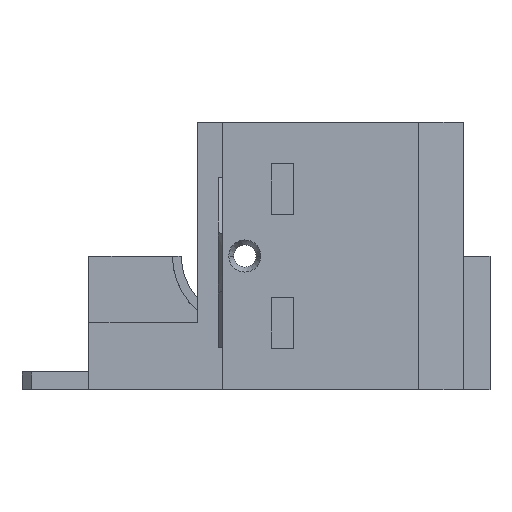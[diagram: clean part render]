
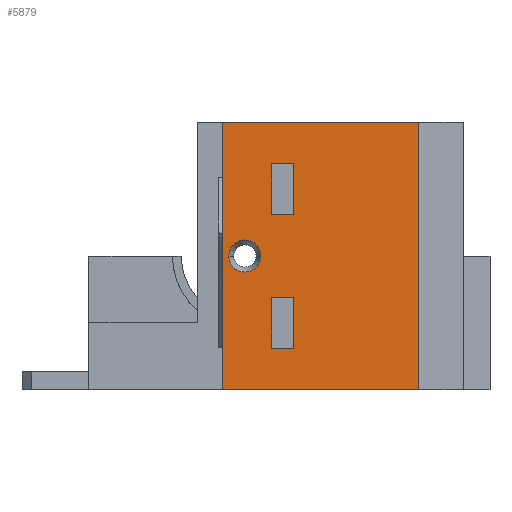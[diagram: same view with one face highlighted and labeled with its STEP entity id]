
A CAD part, front view. The second image highlights one B-rep face of the part: STEP entity #5879.
In plain terms, the highlighted planar face has unit normal (0, -1, 0).
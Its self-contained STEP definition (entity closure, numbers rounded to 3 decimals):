
#10 = VECTOR ( 'NONE', #701, 1000. ) ;
#38 = VERTEX_POINT ( 'NONE', #3451 ) ;
#64 = LINE ( 'NONE', #6867, #3531 ) ;
#111 = EDGE_CURVE ( 'NONE', #685, #2123, #3322, .T. ) ;
#122 = EDGE_CURVE ( 'NONE', #1750, #7451, #507, .T. ) ;
#165 = DIRECTION ( 'NONE',  ( -1., 0., 0. ) ) ;
#181 = CARTESIAN_POINT ( 'NONE',  ( 15., -42., -0.5 ) ) ;
#483 = FACE_OUTER_BOUND ( 'NONE', #8400, .T. ) ;
#507 = CIRCLE ( 'NONE', #776, 1.8 ) ;
#548 = ORIENTED_EDGE ( 'NONE', *, *, #1174, .F. ) ;
#626 = CARTESIAN_POINT ( 'NONE',  ( 20.5, -42., 10.35 ) ) ;
#685 = VERTEX_POINT ( 'NONE', #6922 ) ;
#701 = DIRECTION ( 'NONE',  ( 0., 0., -1. ) ) ;
#711 = ORIENTED_EDGE ( 'NONE', *, *, #7675, .F. ) ;
#776 = AXIS2_PLACEMENT_3D ( 'NONE', #862, #4969, #165 ) ;
#862 = CARTESIAN_POINT ( 'NONE',  ( 17.5, -42., 15. ) ) ;
#879 = DIRECTION ( 'NONE',  ( 0., 0., -1. ) ) ;
#936 = CARTESIAN_POINT ( 'NONE',  ( 32.5, -42., 4.65 ) ) ;
#1007 = EDGE_CURVE ( 'NONE', #4990, #4159, #8199, .T. ) ;
#1085 = EDGE_LOOP ( 'NONE', ( #711, #7459, #5971, #548 ) ) ;
#1128 = ORIENTED_EDGE ( 'NONE', *, *, #8376, .F. ) ;
#1148 = CARTESIAN_POINT ( 'NONE',  ( 42., -42., 0. ) ) ;
#1174 = EDGE_CURVE ( 'NONE', #2193, #2529, #3681, .T. ) ;
#1264 = DIRECTION ( 'NONE',  ( -1., 0., 0. ) ) ;
#1366 = CARTESIAN_POINT ( 'NONE',  ( 23., -42., 4.65 ) ) ;
#1388 = CARTESIAN_POINT ( 'NONE',  ( 20.5, -42., 9.825 ) ) ;
#1479 = DIRECTION ( 'NONE',  ( 0., 0., -1. ) ) ;
#1525 = EDGE_CURVE ( 'NONE', #2123, #3254, #2699, .T. ) ;
#1628 = AXIS2_PLACEMENT_3D ( 'NONE', #7951, #3854, #8638 ) ;
#1746 = EDGE_LOOP ( 'NONE', ( #6651, #3400 ) ) ;
#1750 = VERTEX_POINT ( 'NONE', #2950 ) ;
#1834 = DIRECTION ( 'NONE',  ( 0., 1., 0. ) ) ;
#2123 = VERTEX_POINT ( 'NONE', #5218 ) ;
#2149 = CARTESIAN_POINT ( 'NONE',  ( 15., -42., 30. ) ) ;
#2193 = VERTEX_POINT ( 'NONE', #4608 ) ;
#2288 = DIRECTION ( 'NONE',  ( 0., 0., 1. ) ) ;
#2306 = FACE_BOUND ( 'NONE', #1746, .T. ) ;
#2318 = LINE ( 'NONE', #2456, #3962 ) ;
#2331 = CARTESIAN_POINT ( 'NONE',  ( 23., -42., 25.35 ) ) ;
#2456 = CARTESIAN_POINT ( 'NONE',  ( 32.5, -42., 10.35 ) ) ;
#2515 = LINE ( 'NONE', #181, #4156 ) ;
#2529 = VERTEX_POINT ( 'NONE', #5169 ) ;
#2695 = CARTESIAN_POINT ( 'NONE',  ( 23., -42., 19.65 ) ) ;
#2699 = LINE ( 'NONE', #8252, #4316 ) ;
#2734 = EDGE_CURVE ( 'NONE', #5456, #4990, #5783, .T. ) ;
#2778 = ORIENTED_EDGE ( 'NONE', *, *, #2734, .T. ) ;
#2811 = CARTESIAN_POINT ( 'NONE',  ( 23., -42., 9.825 ) ) ;
#2871 = VECTOR ( 'NONE', #8628, 1000. ) ;
#2909 = VERTEX_POINT ( 'NONE', #2331 ) ;
#2950 = CARTESIAN_POINT ( 'NONE',  ( 19.3, -42., 15. ) ) ;
#2992 = VECTOR ( 'NONE', #2288, 1000. ) ;
#3149 = CARTESIAN_POINT ( 'NONE',  ( 32.5, -42., 25.35 ) ) ;
#3254 = VERTEX_POINT ( 'NONE', #2149 ) ;
#3322 = LINE ( 'NONE', #7114, #2992 ) ;
#3399 = LINE ( 'NONE', #5368, #5201 ) ;
#3400 = ORIENTED_EDGE ( 'NONE', *, *, #122, .F. ) ;
#3421 = VERTEX_POINT ( 'NONE', #626 ) ;
#3451 = CARTESIAN_POINT ( 'NONE',  ( 15., -42., 0. ) ) ;
#3531 = VECTOR ( 'NONE', #7547, 1000. ) ;
#3533 = CARTESIAN_POINT ( 'NONE',  ( 23., -42., 2.325 ) ) ;
#3643 = LINE ( 'NONE', #4868, #7087 ) ;
#3681 = LINE ( 'NONE', #1388, #10 ) ;
#3811 = CIRCLE ( 'NONE', #1628, 1.8 ) ;
#3854 = DIRECTION ( 'NONE',  ( 0., -1., 0. ) ) ;
#3865 = ORIENTED_EDGE ( 'NONE', *, *, #8014, .T. ) ;
#3962 = VECTOR ( 'NONE', #7970, 1000. ) ;
#4083 = CARTESIAN_POINT ( 'NONE',  ( 23., -42., 10.35 ) ) ;
#4156 = VECTOR ( 'NONE', #879, 1000. ) ;
#4159 = VERTEX_POINT ( 'NONE', #6098 ) ;
#4176 = DIRECTION ( 'NONE',  ( 0., 0., -1. ) ) ;
#4223 = ORIENTED_EDGE ( 'NONE', *, *, #7112, .F. ) ;
#4282 = EDGE_CURVE ( 'NONE', #7586, #2529, #3643, .T. ) ;
#4316 = VECTOR ( 'NONE', #8934, 1000. ) ;
#4608 = CARTESIAN_POINT ( 'NONE',  ( 20.5, -42., 25.35 ) ) ;
#4660 = EDGE_LOOP ( 'NONE', ( #4223, #7201, #2778, #7919 ) ) ;
#4868 = CARTESIAN_POINT ( 'NONE',  ( 32.5, -42., 19.65 ) ) ;
#4895 = LINE ( 'NONE', #3149, #2871 ) ;
#4909 = VECTOR ( 'NONE', #4176, 1000. ) ;
#4969 = DIRECTION ( 'NONE',  ( 0., -1., 0. ) ) ;
#4990 = VERTEX_POINT ( 'NONE', #1366 ) ;
#5051 = ORIENTED_EDGE ( 'NONE', *, *, #111, .T. ) ;
#5064 = EDGE_CURVE ( 'NONE', #2909, #7586, #5333, .T. ) ;
#5169 = CARTESIAN_POINT ( 'NONE',  ( 20.5, -42., 19.65 ) ) ;
#5201 = VECTOR ( 'NONE', #1264, 1000. ) ;
#5218 = CARTESIAN_POINT ( 'NONE',  ( 37., -42., 30. ) ) ;
#5333 = LINE ( 'NONE', #2811, #4909 ) ;
#5368 = CARTESIAN_POINT ( 'NONE',  ( 42., -42., 0. ) ) ;
#5370 = EDGE_CURVE ( 'NONE', #5456, #3421, #2318, .T. ) ;
#5456 = VERTEX_POINT ( 'NONE', #4083 ) ;
#5576 = DIRECTION ( 'NONE',  ( -1., 0., 0. ) ) ;
#5607 = AXIS2_PLACEMENT_3D ( 'NONE', #1148, #1834, #6655 ) ;
#5783 = LINE ( 'NONE', #3533, #7403 ) ;
#5879 = ADVANCED_FACE ( 'NONE', ( #483, #5984, #2306, #7589 ), #7299, .F. ) ;
#5882 = CARTESIAN_POINT ( 'NONE',  ( 15.7, -42., 15. ) ) ;
#5971 = ORIENTED_EDGE ( 'NONE', *, *, #4282, .T. ) ;
#5984 = FACE_BOUND ( 'NONE', #1085, .T. ) ;
#6098 = CARTESIAN_POINT ( 'NONE',  ( 20.5, -42., 4.65 ) ) ;
#6651 = ORIENTED_EDGE ( 'NONE', *, *, #8831, .F. ) ;
#6655 = DIRECTION ( 'NONE',  ( 1., 0., 0. ) ) ;
#6781 = ORIENTED_EDGE ( 'NONE', *, *, #1525, .T. ) ;
#6867 = CARTESIAN_POINT ( 'NONE',  ( 20.5, -42., 2.325 ) ) ;
#6922 = CARTESIAN_POINT ( 'NONE',  ( 37., -42., 0. ) ) ;
#7087 = VECTOR ( 'NONE', #5576, 1000. ) ;
#7112 = EDGE_CURVE ( 'NONE', #3421, #4159, #64, .T. ) ;
#7114 = CARTESIAN_POINT ( 'NONE',  ( 37., -42., -0.05 ) ) ;
#7201 = ORIENTED_EDGE ( 'NONE', *, *, #5370, .F. ) ;
#7299 = PLANE ( 'NONE',  #5607 ) ;
#7403 = VECTOR ( 'NONE', #1479, 1000. ) ;
#7451 = VERTEX_POINT ( 'NONE', #5882 ) ;
#7459 = ORIENTED_EDGE ( 'NONE', *, *, #5064, .T. ) ;
#7547 = DIRECTION ( 'NONE',  ( 0., 0., -1. ) ) ;
#7586 = VERTEX_POINT ( 'NONE', #2695 ) ;
#7589 = FACE_BOUND ( 'NONE', #4660, .T. ) ;
#7675 = EDGE_CURVE ( 'NONE', #2909, #2193, #4895, .T. ) ;
#7815 = DIRECTION ( 'NONE',  ( -1., 0., 0. ) ) ;
#7919 = ORIENTED_EDGE ( 'NONE', *, *, #1007, .T. ) ;
#7951 = CARTESIAN_POINT ( 'NONE',  ( 17.5, -42., 15. ) ) ;
#7970 = DIRECTION ( 'NONE',  ( -1., 0., 0. ) ) ;
#7979 = VECTOR ( 'NONE', #7815, 1000. ) ;
#8014 = EDGE_CURVE ( 'NONE', #3254, #38, #2515, .T. ) ;
#8199 = LINE ( 'NONE', #936, #7979 ) ;
#8252 = CARTESIAN_POINT ( 'NONE',  ( 42., -42., 30. ) ) ;
#8376 = EDGE_CURVE ( 'NONE', #685, #38, #3399, .T. ) ;
#8400 = EDGE_LOOP ( 'NONE', ( #1128, #5051, #6781, #3865 ) ) ;
#8628 = DIRECTION ( 'NONE',  ( -1., 0., 0. ) ) ;
#8638 = DIRECTION ( 'NONE',  ( -1., 0., 0. ) ) ;
#8831 = EDGE_CURVE ( 'NONE', #7451, #1750, #3811, .T. ) ;
#8934 = DIRECTION ( 'NONE',  ( -1., 0., 0. ) ) ;
